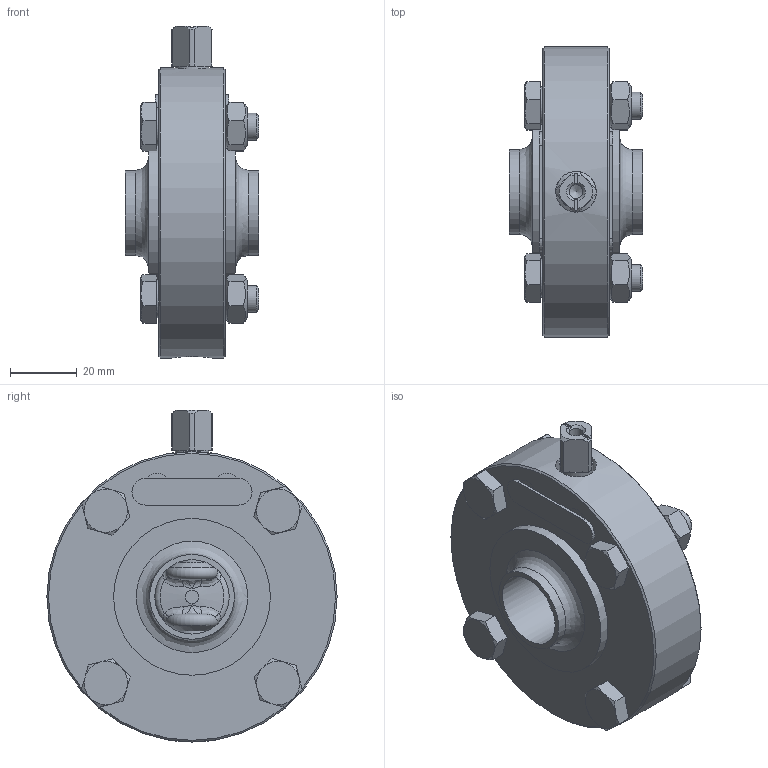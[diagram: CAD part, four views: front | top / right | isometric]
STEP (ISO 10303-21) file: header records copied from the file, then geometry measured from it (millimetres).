
FILE_DESCRIPTION((''),'2;1');
FILE_NAME('52204100XX30.stp','2010-11-26T09:01:39',('Creator'),(''),'Autodesk Inventor 2010','Autodesk Inventor 2010','');
FILE_SCHEMA(('AUTOMOTIVE_DESIGN { 1 0 10303 214 1 1 1 1 }'));
Length unit declared in the file: millimetre
Products named in the file (1): 52204100XX30
Bounding box: 40 x 87 x 99.5 mm (x, y, z)
Volume: 127988.3 mm3; surface area: 33938.1 mm2
Topology: 1 solids, 7 shells, 257 faces, 627 edges, 395 vertices
Faces by surface type: plane 119, cone 52, cylinder 46, bspline 30, torus 8, sphere 2
Full cylindrical faces by diameter (mm): 4.134 x1, 7.2 x2, 7.323 x4, 8 x8, 8.5 x4, 10 x2, 11.4 x4, 12.2 x2, 22.3 x2, 25.4 x2, 47 x2, 87 x1
Entity records: 9290 total; most frequent: CARTESIAN_POINT 4050, ORIENTED_EDGE 1070, DIRECTION 1000, EDGE_CURVE 535, AXIS2_PLACEMENT_3D 430, VERTEX_POINT 371, EDGE_LOOP 350, FACE_OUTER_BOUND 256
